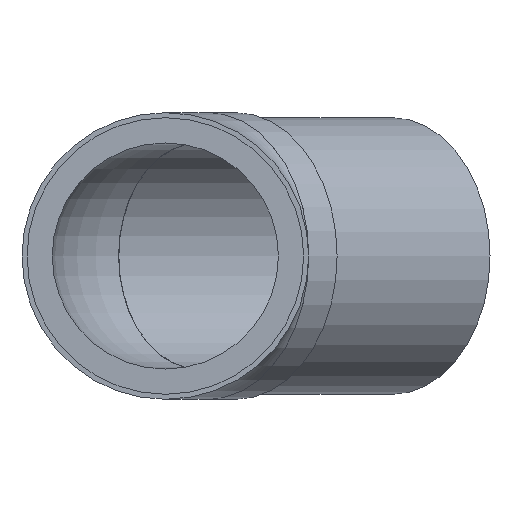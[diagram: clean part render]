
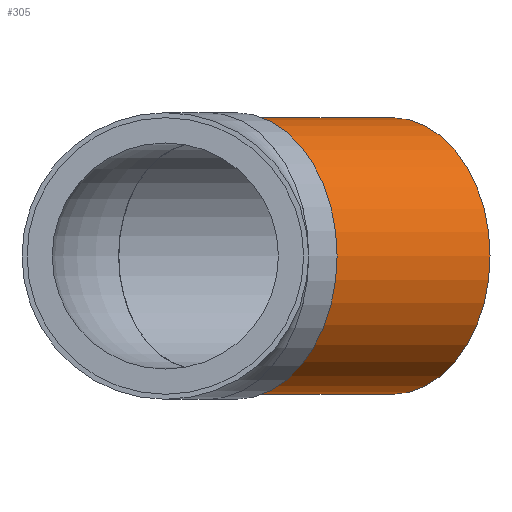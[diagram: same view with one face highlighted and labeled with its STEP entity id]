
A CAD part, front view. The second image highlights one B-rep face of the part: STEP entity #305.
In plain terms, the highlighted cylindrical face has radius 62.5 mm (diameter 125 mm), a full revolution.
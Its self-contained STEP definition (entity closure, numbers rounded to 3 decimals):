
#264=CARTESIAN_POINT('',(-12.374,76.014,0.));
#265=VERTEX_POINT('',#264);
#266=CARTESIAN_POINT('',(31.82,31.82,0.));
#267=DIRECTION('',(0.707,0.707,0.));
#268=DIRECTION('',(-0.707,0.707,0.));
#269=AXIS2_PLACEMENT_3D('',#266,#267,#268);
#270=CIRCLE('',#269,62.5);
#271=EDGE_CURVE('',#265,#265,#270,.T.);
#281=CARTESIAN_POINT('',(58.336,146.725,0.));
#282=VERTEX_POINT('',#281);
#283=CARTESIAN_POINT('',(102.53,102.53,0.));
#284=DIRECTION('',(0.707,0.707,0.));
#285=DIRECTION('',(-0.707,0.707,0.));
#286=AXIS2_PLACEMENT_3D('',#283,#284,#285);
#287=CIRCLE('',#286,62.5);
#288=EDGE_CURVE('',#282,#282,#287,.T.);
#289=ORIENTED_EDGE('',*,*,#288,.F.);
#290=CARTESIAN_POINT('',(22.981,111.369,0.));
#291=DIRECTION('',(0.707,0.707,0.));
#292=VECTOR('',#291,62.5);
#293=LINE('',#290,#292);
#294=EDGE_CURVE('',#265,#282,#293,.T.);
#295=ORIENTED_EDGE('',*,*,#294,.F.);
#296=ORIENTED_EDGE('',*,*,#271,.T.);
#297=ORIENTED_EDGE('',*,*,#294,.T.);
#298=EDGE_LOOP('',(#289,#295,#296,#297));
#299=FACE_OUTER_BOUND('',#298,.T.);
#300=CARTESIAN_POINT('',(67.175,67.175,0.));
#301=DIRECTION('',(0.707,0.707,0.));
#302=DIRECTION('',(-0.707,0.707,0.));
#303=AXIS2_PLACEMENT_3D('',#300,#301,#302);
#304=CYLINDRICAL_SURFACE('',#303,62.5);
#305=ADVANCED_FACE('',(#299),#304,.T.);
